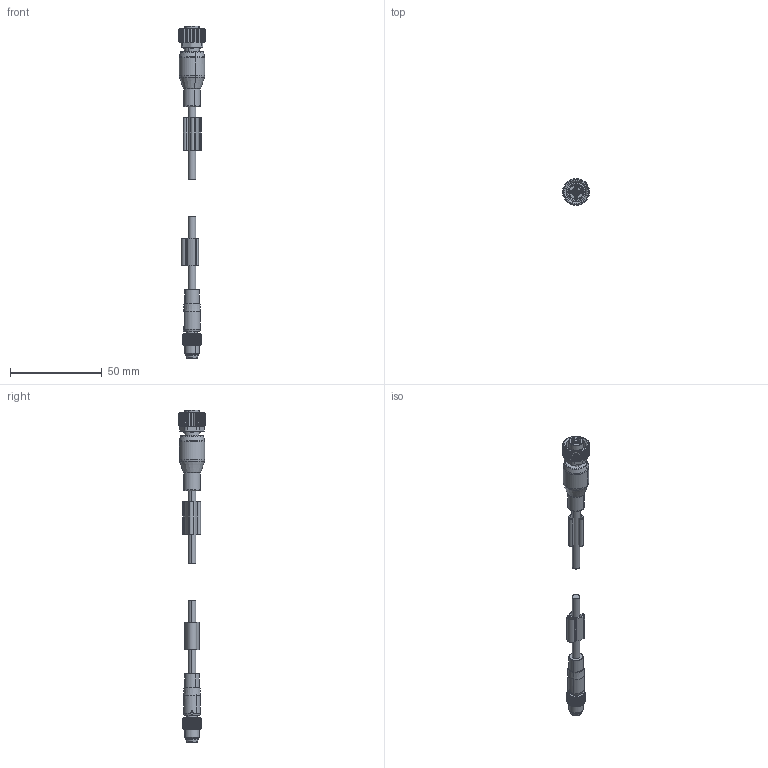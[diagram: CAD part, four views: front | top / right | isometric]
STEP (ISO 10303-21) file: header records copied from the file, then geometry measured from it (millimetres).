
FILE_DESCRIPTION(('CATIA V5 STEP Exchange','CAx-IF Rec.Pracs.--- Model Styling and Organization---1.4--- 2014-01-23'),'2;1');
FILE_NAME ('027230-2_0', '2023-07-17T06:13:28+00:00', ('none'), ('Weidmueller'), 'CATIA Version 5-6 Release 2016 SP3 HF44', 'CATIA V5 STEP AP214', 'none');
FILE_SCHEMA(('AUTOMOTIVE_DESIGN { 1 0 10303 214 1 1 1 1 }'));
Length unit declared in the file: millimetre
Products named in the file (1): 1937950300
Bounding box: 14.6 x 14.52 x 181.3 mm (x, y, z)
Volume: 8721.1 mm3; surface area: 9803.5 mm2
Topology: 23 solids, 23 shells, 1176 faces, 3051 edges, 1943 vertices
Faces by surface type: plane 499, cylinder 415, cone 156, torus 80, bspline 12, revolution 8, sphere 6
Entity records: 35424 total; most frequent: CARTESIAN_POINT 9592, ORIENTED_EDGE 6046, DIRECTION 3971, EDGE_CURVE 3023, VERTEX_POINT 1943, AXIS2_PLACEMENT_3D 1912, EDGE_LOOP 1264, VECTOR 1210
